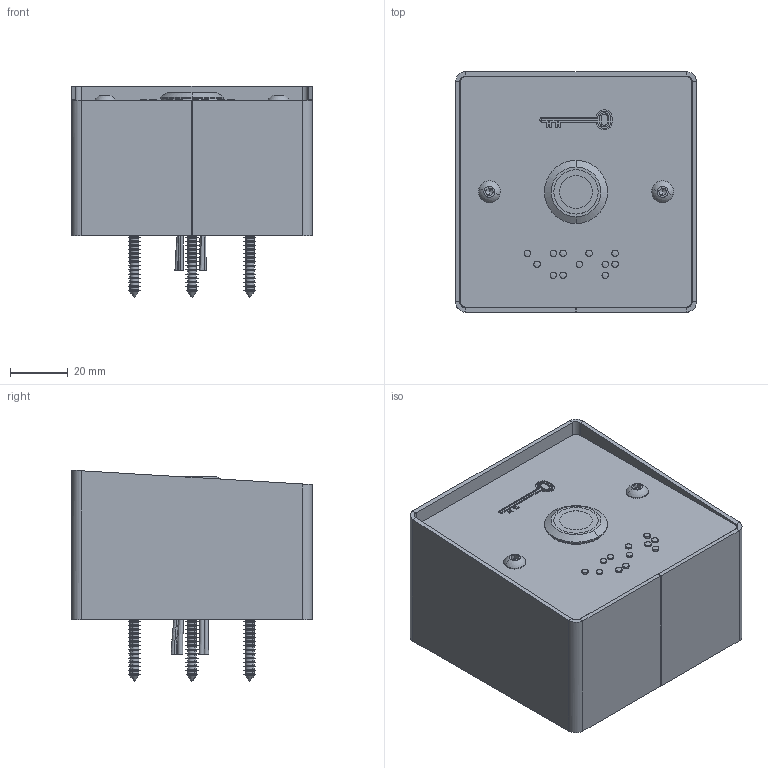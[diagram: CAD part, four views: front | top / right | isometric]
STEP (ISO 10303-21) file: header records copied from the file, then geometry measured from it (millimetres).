
FILE_DESCRIPTION (( 'STEP AP214' ), '1' );
FILE_NAME ('PB19_VB_BAPL.STEP', '2021-07-30T15:13:39', ( '' ), ( '' ), 'SwSTEP 2.0', 'SolidWorks 2020', '' );
FILE_SCHEMA (( 'AUTOMOTIVE_DESIGN' ));
Length unit declared in the file: millimetre
Products named in the file (15): LABEL^PBHI2; BP-JOINT_COMPRESSE; BP-BOUTON POUSSOIR INOX_PB19NO+NC_BV; BP-ECROU; PBHI2_BOM; PB19_PB19NO+NC_BV_6FS; ISO 7380 - M4 x 8 --- 8S_ISO 7380 - M4 x 8 --- 8S; FILS^PB19_6 FILS; MP0407-PB CASING PART 2; Tapping screw DIN 7982-ST4.2x25-C-H-S_Tapping screw DIN 7982-ST4.2x25-C-H-S; SB0057-SCREW BAG FOR PBHI1; PA0077-ZIP PLASTIC BAG FOR SCREWS; MP0406-PB CASING PART 1; MP0402-MORTICE FACE_MP0636-BRAILLE EXIT + CLE ; PB19_VB_BAPL
Assembly tree (16 placements, depth 4):
  LABEL^PBHI2
  PA0077-ZIP PLASTIC BAG FOR SCREWS
  PB19_VB_BAPL
    MP0402-MORTICE FACE_MP0636-BRAILLE EXIT + CLE 
    PB19_PB19NO+NC_BV_6FS
      BP-BOUTON POUSSOIR INOX_PB19NO+NC_BV
      BP-ECROU
      BP-JOINT_COMPRESSE
      FILS^PB19_6 FILS
    PBHI2_BOM
      MP0406-PB CASING PART 1
      MP0407-PB CASING PART 2
      SB0057-SCREW BAG FOR PBHI1
        ISO 7380 - M4 x 8 --- 8S_ISO 7380 - M4 x 8 --- 8S  x2
        Tapping screw DIN 7982-ST4.2x25-C-H-S_Tapping screw DIN 7982-ST4.2x25-C-H-S  x4
Bounding box: 83.5 x 83.3 x 73.35 mm (x, y, z)
Volume: 64850.1 mm3; surface area: 85550.7 mm2
Topology: 24 solids, 24 shells, 1272 faces, 3041 edges, 1856 vertices
Faces by surface type: cone 352, bspline 306, cylinder 305, plane 293, torus 12, sphere 4
Entity records: 64414 total; most frequent: CARTESIAN_POINT 42392, ORIENTED_EDGE 4162, DIRECTION 3157, EDGE_CURVE 2081, VERTEX_POINT 1326, AXIS2_PLACEMENT_3D 1125, EDGE_LOOP 931, VECTOR 907
